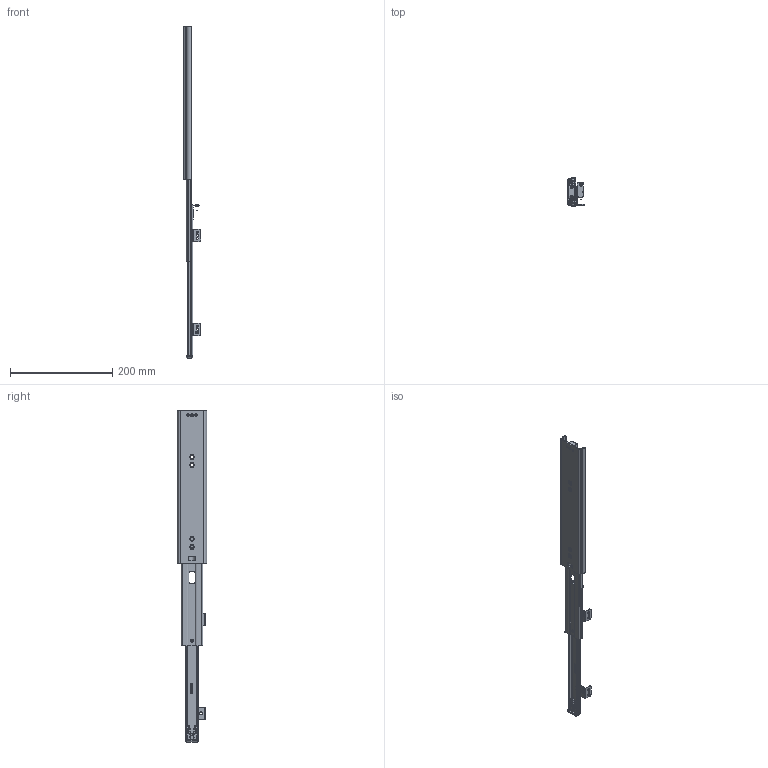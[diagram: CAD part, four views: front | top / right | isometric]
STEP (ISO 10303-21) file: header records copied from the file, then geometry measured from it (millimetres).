
FILE_DESCRIPTION(/* description */ ('Überauszug Serie 038 300x350 rechts'),/* implementation_level */ '2;1');
FILE_NAME(/* name */ '07000066002.stp',/* time_stamp */ '2020-07-02T15:58:56+02:00',/* author */ ('Dennis Bruder'),/* organization */ (''),/* preprocessor_version */ 'ST-DEVELOPER v18',/* originating_system */ 'Autodesk Inventor 2020',/* authorisation */ '');
FILE_SCHEMA (('AUTOMOTIVE_DESIGN { 1 0 10303 214 3 1 1 }'));
Products named in the file (1): 07000066002
Bounding box: 33.8 x 57.38 x 650 mm (x, y, z)
Volume: 125653.2 mm3; surface area: 161012.2 mm2
Topology: 51 solids, 51 shells, 2573 faces, 7445 edges, 4929 vertices
Faces by surface type: plane 1227, cylinder 709, cone 258, bspline 175, torus 158, sphere 46
Full cylindrical faces by diameter (mm): 1 x8, 2.3 x2, 3.5 x2, 4 x2, 4.1 x9, 4.5 x8, 4.6 x7, 5 x6, 5.9 x3, 6 x8, 8 x6, 8.2 x2
Entity records: 95222 total; most frequent: CARTESIAN_POINT 26619, ORIENTED_EDGE 14726, DIRECTION 12844, EDGE_CURVE 7363, VERTEX_POINT 4929, AXIS2_PLACEMENT_3D 4479, LINE 3886, VECTOR 3886
